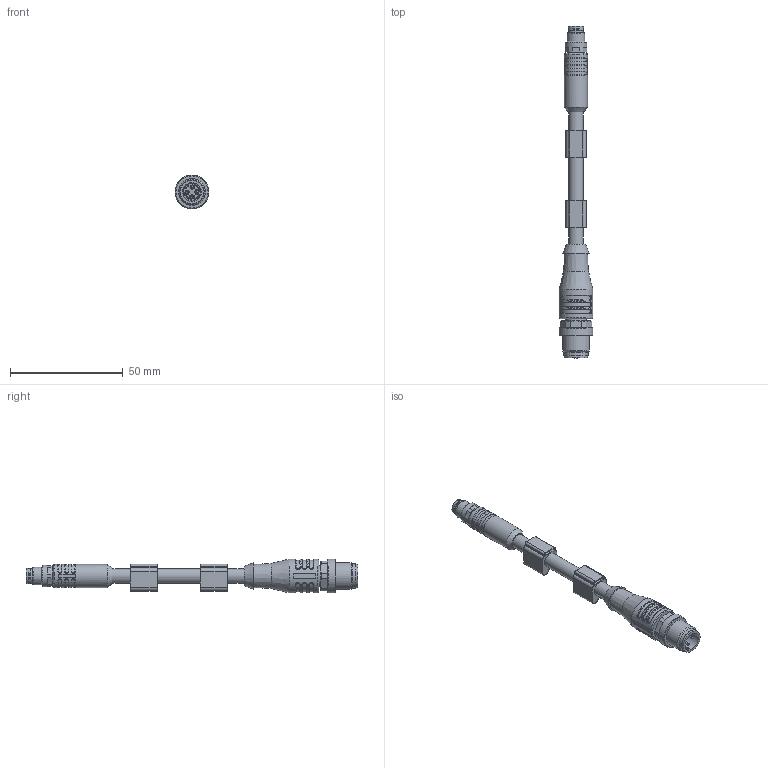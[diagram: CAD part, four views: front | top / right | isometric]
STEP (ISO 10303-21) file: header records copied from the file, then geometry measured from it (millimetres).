
FILE_DESCRIPTION(/* description */ (''),/* implementation_level */ '2;1');
FILE_NAME(/* name */ 'IE-WASSY4-m-IE-SSPSD4_stp.stp',/* time_stamp */ '2019-09-03T15:00:17+02:00',/* author */ (''),/* organization */ (''),/* preprocessor_version */ 'ST-DEVELOPER v16',/* originating_system */ 'SIEMENS PLM Software NX 10.0',/* authorisation */ '');
FILE_SCHEMA (('AUTOMOTIVE_DESIGN { 1 0 10303 214 3 1 1 1 }'));
Length unit declared in the file: millimetre
Products named in the file (1): IE-WASSY4-m-IE-SSPSD4_stp
Bounding box: 15 x 147.55 x 15 mm (x, y, z)
Volume: 12028 mm3; surface area: 6605.2 mm2
Topology: 1 solids, 1 shells, 486 faces, 1206 edges, 754 vertices
Faces by surface type: cylinder 154, plane 149, bspline 86, torus 40, extrusion 25, cone 24, sphere 8
Full cylindrical faces by diameter (mm): 0.8 x4, 1 x4, 5.8 x1, 6.5 x5, 6.9 x1, 8 x1, 8.3 x1, 9.3 x1, 9.6 x1, 10.3 x1, 10.5 x1, 10.8 x1, 12 x1, 15 x2
Entity records: 16264 total; most frequent: CARTESIAN_POINT 6071, ORIENTED_EDGE 2226, DIRECTION 1914, EDGE_CURVE 1113, AXIS2_PLACEMENT_3D 754, VERTEX_POINT 717, EDGE_LOOP 578, ADVANCED_FACE 486
